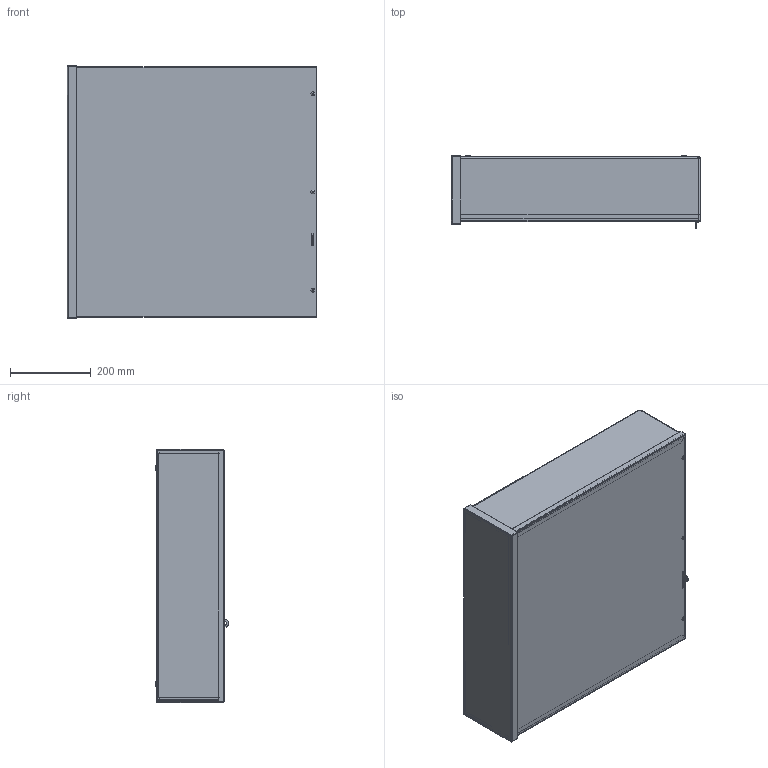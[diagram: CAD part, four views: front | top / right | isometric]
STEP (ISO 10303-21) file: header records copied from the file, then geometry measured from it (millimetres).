
FILE_DESCRIPTION((''),'2;1');
FILE_NAME('RSC242406.stp','2013-06-27T09:17:00',('samuelbadillo'),(''),'Autodesk Inventor 2012','Autodesk Inventor 2012','');
FILE_SCHEMA(('AUTOMOTIVE_DESIGN { 1 0 10303 214 1 1 1 1 }'));
Length unit declared in the file: inch
Products named in the file (8): RSC242406; RSC242406_WRAP; RSC2424_LID; RSC2406_CAP; 3183; RSC2424_BKP; Cross Recessed Truss Head Tapping Screw - Type F - Type IA No. 8 - 32 - 3/8; o
Assembly tree (9 placements, depth 2):
  RSC242406
    RSC242406_WRAP
    RSC2424_LID
    RSC2406_CAP
    3183
    RSC2424_BKP
    Cross Recessed Truss Head Tapping Screw - Type F - Type IA No. 8 - 32 - 3/8  x3
    o
Bounding box: 616.72 x 180.96 x 625.48 mm (x, y, z)
Volume: 2157714.8 mm3; surface area: 2757484.2 mm2
Topology: 8 solids, 8 shells, 661 faces, 1606 edges, 1013 vertices
Faces by surface type: plane 322, cylinder 176, bspline 54, cone 50, torus 40, sphere 19
Full cylindrical faces by diameter (mm): 3.175 x2, 3.759 x3, 3.962 x1, 4.166 x3, 4.191 x1, 5.803 x1, 7.62 x4, 7.95 x6, 9.525 x1, 9.754 x3, 38.1 x4, 44.45 x4
Entity records: 18799 total; most frequent: CARTESIAN_POINT 4883, ORIENTED_EDGE 2656, DIRECTION 2621, EDGE_CURVE 1328, AXIS2_PLACEMENT_3D 902, VERTEX_POINT 876, VECTOR 817, LINE 817
